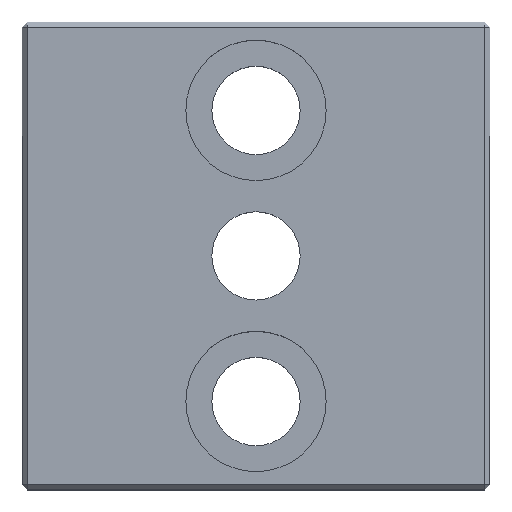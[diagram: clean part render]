
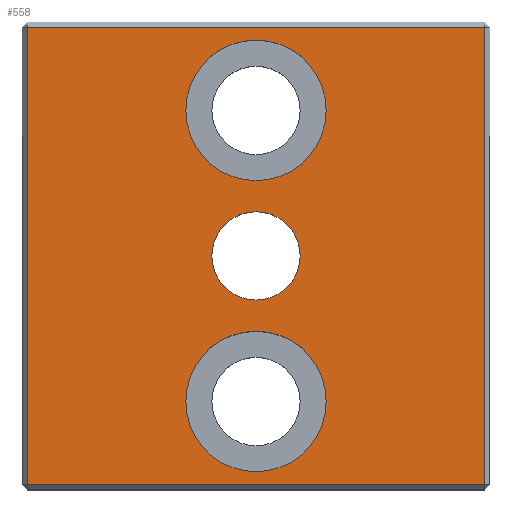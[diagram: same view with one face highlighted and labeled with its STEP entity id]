
A CAD part, top view. The second image highlights one B-rep face of the part: STEP entity #558.
In plain terms, the highlighted planar face has unit normal (0, 0, 1).
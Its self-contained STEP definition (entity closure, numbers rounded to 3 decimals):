
#21=FACE_BOUND('',#108,.T.);
#22=FACE_BOUND('',#109,.T.);
#23=FACE_BOUND('',#110,.T.);
#30=CIRCLE('',#614,6.75);
#31=CIRCLE('',#615,6.75);
#32=CIRCLE('',#616,6.75);
#33=CIRCLE('',#617,6.75);
#34=CIRCLE('',#618,4.25);
#35=CIRCLE('',#619,4.25);
#72=FACE_OUTER_BOUND('',#107,.T.);
#107=EDGE_LOOP('',(#434,#435,#436,#437));
#108=EDGE_LOOP('',(#438,#439));
#109=EDGE_LOOP('',(#440,#441));
#110=EDGE_LOOP('',(#442,#443));
#155=LINE('',#875,#209);
#159=LINE('',#881,#213);
#163=LINE('',#887,#217);
#171=LINE('',#899,#225);
#209=VECTOR('',#693,10.);
#213=VECTOR('',#701,10.);
#217=VECTOR('',#709,10.);
#225=VECTOR('',#725,10.);
#246=VERTEX_POINT('',#835);
#251=VERTEX_POINT('',#847);
#258=VERTEX_POINT('',#863);
#260=VERTEX_POINT('',#868);
#262=VERTEX_POINT('',#911);
#263=VERTEX_POINT('',#912);
#264=VERTEX_POINT('',#915);
#265=VERTEX_POINT('',#916);
#266=VERTEX_POINT('',#919);
#267=VERTEX_POINT('',#920);
#308=EDGE_CURVE('',#260,#258,#155,.T.);
#312=EDGE_CURVE('',#251,#260,#159,.T.);
#316=EDGE_CURVE('',#258,#246,#163,.T.);
#324=EDGE_CURVE('',#246,#251,#171,.T.);
#331=EDGE_CURVE('',#262,#263,#30,.T.);
#332=EDGE_CURVE('',#263,#262,#31,.T.);
#333=EDGE_CURVE('',#264,#265,#32,.T.);
#334=EDGE_CURVE('',#265,#264,#33,.T.);
#335=EDGE_CURVE('',#266,#267,#34,.T.);
#336=EDGE_CURVE('',#267,#266,#35,.T.);
#434=ORIENTED_EDGE('',*,*,#308,.F.);
#435=ORIENTED_EDGE('',*,*,#312,.F.);
#436=ORIENTED_EDGE('',*,*,#324,.F.);
#437=ORIENTED_EDGE('',*,*,#316,.F.);
#438=ORIENTED_EDGE('',*,*,#331,.T.);
#439=ORIENTED_EDGE('',*,*,#332,.T.);
#440=ORIENTED_EDGE('',*,*,#333,.T.);
#441=ORIENTED_EDGE('',*,*,#334,.T.);
#442=ORIENTED_EDGE('',*,*,#335,.T.);
#443=ORIENTED_EDGE('',*,*,#336,.T.);
#529=PLANE('',#613);
#558=ADVANCED_FACE('',(#72,#21,#22,#23),#529,.T.);
#613=AXIS2_PLACEMENT_3D('',#910,#740,#741);
#614=AXIS2_PLACEMENT_3D('',#913,#742,#743);
#615=AXIS2_PLACEMENT_3D('',#914,#744,#745);
#616=AXIS2_PLACEMENT_3D('',#917,#746,#747);
#617=AXIS2_PLACEMENT_3D('',#918,#748,#749);
#618=AXIS2_PLACEMENT_3D('',#921,#750,#751);
#619=AXIS2_PLACEMENT_3D('',#922,#752,#753);
#693=DIRECTION('',(0.,1.,0.));
#701=DIRECTION('',(-1.,0.,0.));
#709=DIRECTION('',(1.,0.,0.));
#725=DIRECTION('',(0.,-1.,0.));
#740=DIRECTION('center_axis',(0.,0.,1.));
#741=DIRECTION('ref_axis',(1.,0.,0.));
#742=DIRECTION('center_axis',(0.,0.,-1.));
#743=DIRECTION('ref_axis',(1.,0.,0.));
#744=DIRECTION('center_axis',(0.,0.,-1.));
#745=DIRECTION('ref_axis',(1.,0.,0.));
#746=DIRECTION('center_axis',(0.,0.,-1.));
#747=DIRECTION('ref_axis',(1.,0.,0.));
#748=DIRECTION('center_axis',(0.,0.,-1.));
#749=DIRECTION('ref_axis',(1.,0.,0.));
#750=DIRECTION('center_axis',(0.,0.,-1.));
#751=DIRECTION('ref_axis',(-1.,0.,0.));
#752=DIRECTION('center_axis',(0.,0.,-1.));
#753=DIRECTION('ref_axis',(-1.,0.,0.));
#835=CARTESIAN_POINT('',(44.5,44.5,10.));
#847=CARTESIAN_POINT('',(44.5,0.5,10.));
#863=CARTESIAN_POINT('',(0.5,44.5,10.));
#868=CARTESIAN_POINT('',(0.5,0.5,10.));
#875=CARTESIAN_POINT('',(0.5,11.25,10.));
#881=CARTESIAN_POINT('',(33.75,0.5,10.));
#887=CARTESIAN_POINT('',(11.25,44.5,10.));
#899=CARTESIAN_POINT('',(44.5,33.75,10.));
#910=CARTESIAN_POINT('Origin',(22.5,22.5,10.));
#911=CARTESIAN_POINT('',(29.25,8.5,10.));
#912=CARTESIAN_POINT('',(15.75,8.5,10.));
#913=CARTESIAN_POINT('Origin',(22.5,8.5,10.));
#914=CARTESIAN_POINT('Origin',(22.5,8.5,10.));
#915=CARTESIAN_POINT('',(29.25,36.5,10.));
#916=CARTESIAN_POINT('',(15.75,36.5,10.));
#917=CARTESIAN_POINT('Origin',(22.5,36.5,10.));
#918=CARTESIAN_POINT('Origin',(22.5,36.5,10.));
#919=CARTESIAN_POINT('',(18.25,22.5,10.));
#920=CARTESIAN_POINT('',(26.75,22.5,10.));
#921=CARTESIAN_POINT('Origin',(22.5,22.5,10.));
#922=CARTESIAN_POINT('Origin',(22.5,22.5,10.));
